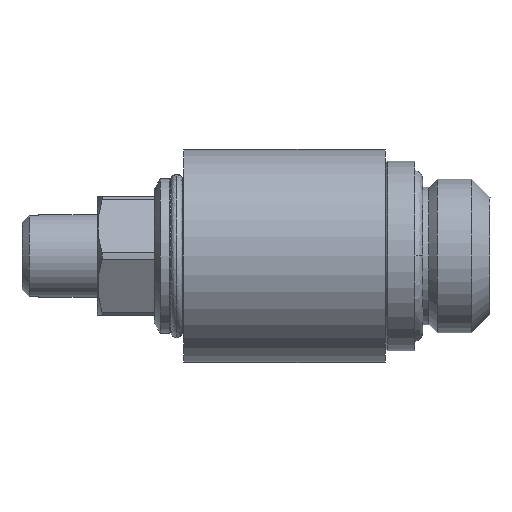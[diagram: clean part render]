
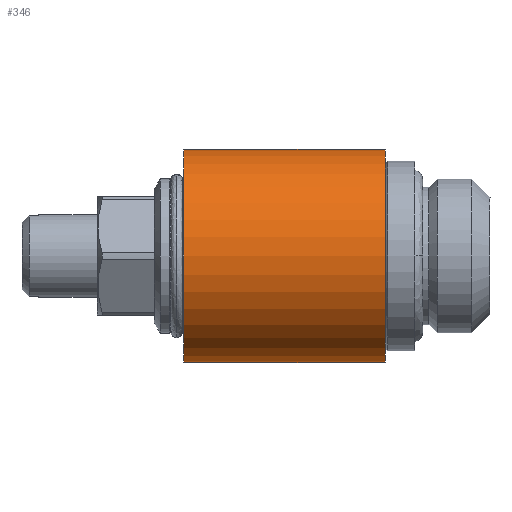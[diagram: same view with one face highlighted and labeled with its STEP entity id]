
A CAD part, left-side view. The second image highlights one B-rep face of the part: STEP entity #346.
In plain terms, the highlighted cylindrical face has radius 9 mm (diameter 18 mm), a full revolution.
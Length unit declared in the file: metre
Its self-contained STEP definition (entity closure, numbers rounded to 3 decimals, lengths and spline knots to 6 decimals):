
#346 = ADVANCED_FACE( 'NONE', ( #706, #707, #708 ), #709, .T. );
#706 = FACE_OUTER_BOUND( '', #1454, .T. );
#707 = FACE_OUTER_BOUND( '', #1455, .T. );
#708 = FACE_BOUND( '', #1456, .T. );
#709 = CYLINDRICAL_SURFACE( '', #1457, 0.009 );
#1454 = EDGE_LOOP( '', ( #2179 ) );
#1455 = EDGE_LOOP( '', ( #2180 ) );
#1456 = EDGE_LOOP( '', ( #2181, #2182 ) );
#1457 = AXIS2_PLACEMENT_3D( '', #2183, #2184, #2185 );
#2179 = ORIENTED_EDGE( '', *, *, #2365, .T. );
#2180 = ORIENTED_EDGE( '', *, *, #2459, .T. );
#2181 = ORIENTED_EDGE( '', *, *, #2260, .T. );
#2182 = ORIENTED_EDGE( '', *, *, #2497, .T. );
#2183 = CARTESIAN_POINT( '', ( 0., 0.032286, 0. ) );
#2184 = DIRECTION( '', ( 0., 1., 0. ) );
#2185 = DIRECTION( '', ( 0., 0., 1. ) );
#2260 = EDGE_CURVE( 'NONE', #2554, #2552, #2555, .T. );
#2365 = EDGE_CURVE( 'NONE', #2721, #2721, #2722, .T. );
#2459 = EDGE_CURVE( 'NONE', #2854, #2854, #2855, .T. );
#2497 = EDGE_CURVE( 'NONE', #2552, #2554, #2902, .T. );
#2552 = VERTEX_POINT( 'NONE', #3001 );
#2554 = VERTEX_POINT( 'NONE', #3003 );
#2555 = B_SPLINE_CURVE_WITH_KNOTS( '', 3, ( #3004, #3005, #3006, #3007, #3008, #3009, #3010, #3011, #3012, #3013, #3014, #3015, #3016, #3017, #3018, #3019, #3020, #3021, #3022, #3023, #3024, #3025, #3026, #3027, #3028, #3029 ), .UNSPECIFIED., .F., .F., ( 4, 1, 1, 1, 1, 1, 1, 1, 1, 1, 1, 1, 1, 1, 1, 1, 1, 1, 1, 1, 1, 1, 1, 4 ), ( 0., 0.016654, 0.032597, 0.047863, 0.062489, 0.093706, 0.124968, 0.186808, 0.249972, 0.311961, 0.374979, 0.438108, 0.499985, 0.563046, 0.624989, 0.686896, 0.749993, 0.811871, 0.875, 0.906497, 0.937494, 0.953422, 0.968754, 1. ), .UNSPECIFIED. );
#2721 = VERTEX_POINT( '', #3336 );
#2722 = CIRCLE( '', #3337, 0.009 );
#2854 = VERTEX_POINT( '', #3606 );
#2855 = CIRCLE( '', #3607, 0.009 );
#2902 = B_SPLINE_CURVE_WITH_KNOTS( '', 3, ( #3773, #3774, #3775, #3776, #3777, #3778, #3779, #3780, #3781, #3782, #3783, #3784, #3785, #3786, #3787, #3788, #3789, #3790, #3791, #3792, #3793, #3794, #3795, #3796, #3797, #3798 ), .UNSPECIFIED., .F., .F., ( 4, 1, 1, 1, 1, 1, 1, 1, 1, 1, 1, 1, 1, 1, 1, 1, 1, 1, 1, 1, 1, 1, 1, 4 ), ( 0., 0.016655, 0.032599, 0.047864, 0.062489, 0.093707, 0.124968, 0.186807, 0.249971, 0.311955, 0.374979, 0.438108, 0.499985, 0.563047, 0.624989, 0.686892, 0.749993, 0.81187, 0.875, 0.906499, 0.937494, 0.953423, 0.968754, 1. ), .UNSPECIFIED. );
#3001 = CARTESIAN_POINT( '', ( 0.007856, 0.020573, -0.004392 ) );
#3003 = CARTESIAN_POINT( '', ( 0.007853, 0.016838, 0.004396 ) );
#3004 = CARTESIAN_POINT( '', ( 0.007853, 0.016838, 0.004396 ) );
#3005 = CARTESIAN_POINT( '', ( 0.007837, 0.016918, 0.004425 ) );
#3006 = CARTESIAN_POINT( '', ( 0.007806, 0.017075, 0.00448 ) );
#3007 = CARTESIAN_POINT( '', ( 0.007765, 0.017309, 0.00455 ) );
#3008 = CARTESIAN_POINT( '', ( 0.00773, 0.017537, 0.004609 ) );
#3009 = CARTESIAN_POINT( '', ( 0.007692, 0.017845, 0.004672 ) );
#3010 = CARTESIAN_POINT( '', ( 0.00766, 0.018241, 0.004725 ) );
#3011 = CARTESIAN_POINT( '', ( 0.007644, 0.018886, 0.004751 ) );
#3012 = CARTESIAN_POINT( '', ( 0.007692, 0.019698, 0.004673 ) );
#3013 = CARTESIAN_POINT( '', ( 0.007852, 0.020622, 0.004404 ) );
#3014 = CARTESIAN_POINT( '', ( 0.00808, 0.021476, 0.003977 ) );
#3015 = CARTESIAN_POINT( '', ( 0.008343, 0.022224, 0.0034 ) );
#3016 = CARTESIAN_POINT( '', ( 0.0086, 0.022854, 0.002694 ) );
#3017 = CARTESIAN_POINT( '', ( 0.00882, 0.023332, 0.001865 ) );
#3018 = CARTESIAN_POINT( '', ( 0.008967, 0.023636, 0.000948 ) );
#3019 = CARTESIAN_POINT( '', ( 0.009018, 0.023734, -0.000024 ) );
#3020 = CARTESIAN_POINT( '', ( 0.008962, 0.023626, -0.000995 ) );
#3021 = CARTESIAN_POINT( '', ( 0.00881, 0.023312, -0.001908 ) );
#3022 = CARTESIAN_POINT( '', ( 0.008588, 0.022826, -0.002732 ) );
#3023 = CARTESIAN_POINT( '', ( 0.008373, 0.022296, -0.003315 ) );
#3024 = CARTESIAN_POINT( '', ( 0.008199, 0.021813, -0.003717 ) );
#3025 = CARTESIAN_POINT( '', ( 0.008094, 0.021488, -0.003938 ) );
#3026 = CARTESIAN_POINT( '', ( 0.008014, 0.021218, -0.004096 ) );
#3027 = CARTESIAN_POINT( '', ( 0.007938, 0.020939, -0.004242 ) );
#3028 = CARTESIAN_POINT( '', ( 0.007889, 0.02072, -0.004332 ) );
#3029 = CARTESIAN_POINT( '', ( 0.007856, 0.020573, -0.004392 ) );
#3336 = CARTESIAN_POINT( '', ( 0., 0.0092, 0.009 ) );
#3337 = AXIS2_PLACEMENT_3D( '', #4027, #4028, #4029 );
#3606 = CARTESIAN_POINT( '', ( 0., 0.0262, 0.009 ) );
#3607 = AXIS2_PLACEMENT_3D( '', #4135, #4136, #4137 );
#3773 = CARTESIAN_POINT( '', ( 0.007856, 0.020573, -0.004392 ) );
#3774 = CARTESIAN_POINT( '', ( 0.00784, 0.020493, -0.004421 ) );
#3775 = CARTESIAN_POINT( '', ( 0.007808, 0.020336, -0.004477 ) );
#3776 = CARTESIAN_POINT( '', ( 0.007767, 0.020102, -0.004547 ) );
#3777 = CARTESIAN_POINT( '', ( 0.007732, 0.019874, -0.004606 ) );
#3778 = CARTESIAN_POINT( '', ( 0.007693, 0.019565, -0.00467 ) );
#3779 = CARTESIAN_POINT( '', ( 0.007661, 0.019169, -0.004724 ) );
#3780 = CARTESIAN_POINT( '', ( 0.007644, 0.018523, -0.004751 ) );
#3781 = CARTESIAN_POINT( '', ( 0.007691, 0.01771, -0.004675 ) );
#3782 = CARTESIAN_POINT( '', ( 0.007851, 0.016784, -0.004406 ) );
#3783 = CARTESIAN_POINT( '', ( 0.008079, 0.015928, -0.00398 ) );
#3784 = CARTESIAN_POINT( '', ( 0.008342, 0.015178, -0.003403 ) );
#3785 = CARTESIAN_POINT( '', ( 0.0086, 0.014547, -0.002695 ) );
#3786 = CARTESIAN_POINT( '', ( 0.00882, 0.014068, -0.001865 ) );
#3787 = CARTESIAN_POINT( '', ( 0.008967, 0.013764, -0.000946 ) );
#3788 = CARTESIAN_POINT( '', ( 0.009018, 0.013666, 0.000027 ) );
#3789 = CARTESIAN_POINT( '', ( 0.008961, 0.013775, 0.001 ) );
#3790 = CARTESIAN_POINT( '', ( 0.008809, 0.014091, 0.001914 ) );
#3791 = CARTESIAN_POINT( '', ( 0.008586, 0.014578, 0.002738 ) );
#3792 = CARTESIAN_POINT( '', ( 0.00837, 0.01511, 0.003321 ) );
#3793 = CARTESIAN_POINT( '', ( 0.008196, 0.015594, 0.003722 ) );
#3794 = CARTESIAN_POINT( '', ( 0.008091, 0.015921, 0.003944 ) );
#3795 = CARTESIAN_POINT( '', ( 0.008012, 0.016192, 0.004101 ) );
#3796 = CARTESIAN_POINT( '', ( 0.007936, 0.016472, 0.004247 ) );
#3797 = CARTESIAN_POINT( '', ( 0.007886, 0.016691, 0.004336 ) );
#3798 = CARTESIAN_POINT( '', ( 0.007853, 0.016838, 0.004396 ) );
#4027 = CARTESIAN_POINT( '', ( 0., 0.0092, 0. ) );
#4028 = DIRECTION( '', ( 0., 1., 0. ) );
#4029 = DIRECTION( '', ( 0., 0., 1. ) );
#4135 = CARTESIAN_POINT( '', ( 0., 0.0262, 0. ) );
#4136 = DIRECTION( '', ( 0., -1., 0. ) );
#4137 = DIRECTION( '', ( 0., 0., 1. ) );
